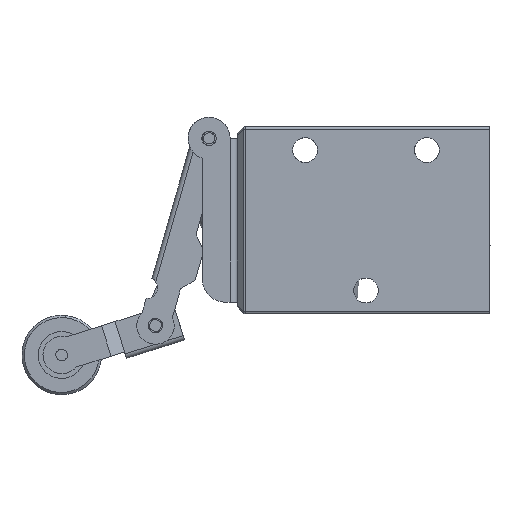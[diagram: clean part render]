
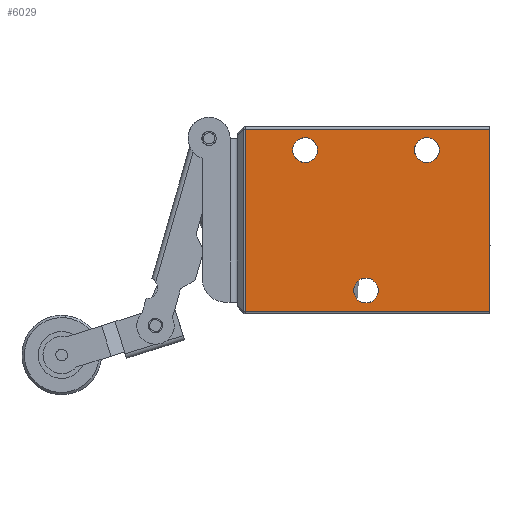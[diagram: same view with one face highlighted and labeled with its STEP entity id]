
A CAD part, left-side view. The second image highlights one B-rep face of the part: STEP entity #6029.
In plain terms, the highlighted planar face has unit normal (-1, 0, 0).
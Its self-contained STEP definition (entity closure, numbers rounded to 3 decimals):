
#29 = AXIS2_PLACEMENT_3D ( 'NONE', #3323, #3322, #3321 ) ;
#30 = AXIS2_PLACEMENT_3D ( 'NONE', #3310, #3309, #3308 ) ;
#31 = AXIS2_PLACEMENT_3D ( 'NONE', #3299, #3298, #3297 ) ;
#54 = AXIS2_PLACEMENT_3D ( 'NONE', #2962, #2961, #2960 ) ;
#55 = AXIS2_PLACEMENT_3D ( 'NONE', #2959, #2958, #2957 ) ;
#56 = AXIS2_PLACEMENT_3D ( 'NONE', #2956, #2955, #2954 ) ;
#757 = FACE_BOUND ( 'NONE', #18782, .T. ) ;
#758 = FACE_BOUND ( 'NONE', #1869, .T. ) ;
#759 = FACE_BOUND ( 'NONE', #18839, .T. ) ;
#760 = FACE_OUTER_BOUND ( 'NONE', #18836, .T. ) ;
#1033 = CIRCLE ( 'NONE', #29, 2.65 ) ;
#1038 = CIRCLE ( 'NONE', #30, 2.65 ) ;
#1043 = CIRCLE ( 'NONE', #31, 2.65 ) ;
#1467 = CARTESIAN_POINT ( 'NONE',  ( -12.5, 25.293, -19.5 ) ) ;
#1498 = CARTESIAN_POINT ( 'NONE',  ( -12.5, 12.5, 12.35 ) ) ;
#1869 = EDGE_LOOP ( 'NONE', ( #12302, #12301 ) ) ;
#2954 = DIRECTION ( 'NONE',  ( 0., 0., -1. ) ) ;
#2955 = DIRECTION ( 'NONE',  ( 1., 0., 0. ) ) ;
#2956 = CARTESIAN_POINT ( 'NONE',  ( -12.5, 12.5, 15. ) ) ;
#2957 = DIRECTION ( 'NONE',  ( 0., 0., -1. ) ) ;
#2958 = DIRECTION ( 'NONE',  ( 1., 0., 0. ) ) ;
#2959 = CARTESIAN_POINT ( 'NONE',  ( -12.5, -13.5, 15. ) ) ;
#2960 = DIRECTION ( 'NONE',  ( 0., 0., -1. ) ) ;
#2961 = DIRECTION ( 'NONE',  ( 1., 0., 0. ) ) ;
#2962 = CARTESIAN_POINT ( 'NONE',  ( -12.5, -0.5, -15. ) ) ;
#2963 = DIRECTION ( 'NONE',  ( 0., 0., -1. ) ) ;
#2964 = CARTESIAN_POINT ( 'NONE',  ( -12.5, -27., 19.5 ) ) ;
#2965 = DIRECTION ( 'NONE',  ( 0., 1., 0. ) ) ;
#2966 = CARTESIAN_POINT ( 'NONE',  ( -12.5, -27.5, 19.5 ) ) ;
#2967 = DIRECTION ( 'NONE',  ( 0., 0., -1. ) ) ;
#2968 = CARTESIAN_POINT ( 'NONE',  ( -12.5, 25.293, -20. ) ) ;
#2970 = DIRECTION ( 'NONE',  ( 0., -1., 0. ) ) ;
#2971 = CARTESIAN_POINT ( 'NONE',  ( -12.5, -27.5, -19.5 ) ) ;
#3297 = DIRECTION ( 'NONE',  ( 0., 0., -1. ) ) ;
#3298 = DIRECTION ( 'NONE',  ( 1., 0., 0. ) ) ;
#3299 = CARTESIAN_POINT ( 'NONE',  ( -12.5, 12.5, 15. ) ) ;
#3308 = DIRECTION ( 'NONE',  ( 0., 0., -1. ) ) ;
#3309 = DIRECTION ( 'NONE',  ( 1., 0., 0. ) ) ;
#3310 = CARTESIAN_POINT ( 'NONE',  ( -12.5, -0.5, -15. ) ) ;
#3321 = DIRECTION ( 'NONE',  ( 0., 0., -1. ) ) ;
#3322 = DIRECTION ( 'NONE',  ( 1., 0., 0. ) ) ;
#3323 = CARTESIAN_POINT ( 'NONE',  ( -12.5, -13.5, 15. ) ) ;
#4263 = DIRECTION ( 'NONE',  ( 0., 0., -1. ) ) ;
#4267 = DIRECTION ( 'NONE',  ( 1., 0., 0. ) ) ;
#4272 = CARTESIAN_POINT ( 'NONE',  ( -12.5, -27.5, 20. ) ) ;
#4276 = PLANE ( 'NONE',  #8534 ) ;
#5381 = CARTESIAN_POINT ( 'NONE',  ( -12.5, -27., 19.5 ) ) ;
#5420 = CARTESIAN_POINT ( 'NONE',  ( -12.5, -13.5, 12.35 ) ) ;
#5467 = CARTESIAN_POINT ( 'NONE',  ( -12.5, -0.5, -17.65 ) ) ;
#5514 = CARTESIAN_POINT ( 'NONE',  ( -12.5, 25.293, 19.5 ) ) ;
#5520 = CARTESIAN_POINT ( 'NONE',  ( -12.5, -13.5, 17.65 ) ) ;
#5521 = CARTESIAN_POINT ( 'NONE',  ( -12.5, -27., -19.5 ) ) ;
#5527 = CARTESIAN_POINT ( 'NONE',  ( -12.5, 12.5, 17.65 ) ) ;
#5537 = CARTESIAN_POINT ( 'NONE',  ( -12.5, -0.5, -12.35 ) ) ;
#6029 = ADVANCED_FACE ( 'NONE', ( #757, #758, #759, #760 ), #4276, .F. ) ;
#6982 = EDGE_CURVE ( 'NONE', #10550, #10450, #1033, .T. ) ;
#6986 = EDGE_CURVE ( 'NONE', #10567, #10497, #1038, .T. ) ;
#6990 = EDGE_CURVE ( 'NONE', #10557, #14737, #1043, .T. ) ;
#7088 = EDGE_CURVE ( 'NONE', #14164, #10551, #16002, .T. ) ;
#7089 = EDGE_CURVE ( 'NONE', #10544, #14164, #16004, .T. ) ;
#7090 = EDGE_CURVE ( 'NONE', #10411, #10544, #16006, .T. ) ;
#7091 = EDGE_CURVE ( 'NONE', #10411, #10551, #16008, .T. ) ;
#7092 = EDGE_CURVE ( 'NONE', #10497, #10567, #16010, .T. ) ;
#7093 = EDGE_CURVE ( 'NONE', #10450, #10550, #16011, .T. ) ;
#7094 = EDGE_CURVE ( 'NONE', #14737, #10557, #16013, .T. ) ;
#8534 = AXIS2_PLACEMENT_3D ( 'NONE', #4272, #4267, #4263 ) ;
#10411 = VERTEX_POINT ( 'NONE', #5381 ) ;
#10450 = VERTEX_POINT ( 'NONE', #5420 ) ;
#10497 = VERTEX_POINT ( 'NONE', #5467 ) ;
#10544 = VERTEX_POINT ( 'NONE', #5514 ) ;
#10550 = VERTEX_POINT ( 'NONE', #5520 ) ;
#10551 = VERTEX_POINT ( 'NONE', #5521 ) ;
#10557 = VERTEX_POINT ( 'NONE', #5527 ) ;
#10567 = VERTEX_POINT ( 'NONE', #5537 ) ;
#11779 = ORIENTED_EDGE ( 'NONE', *, *, #6990, .T. ) ;
#12295 = ORIENTED_EDGE ( 'NONE', *, *, #7088, .T. ) ;
#12296 = ORIENTED_EDGE ( 'NONE', *, *, #7089, .T. ) ;
#12297 = ORIENTED_EDGE ( 'NONE', *, *, #7090, .T. ) ;
#12298 = ORIENTED_EDGE ( 'NONE', *, *, #7091, .F. ) ;
#12299 = ORIENTED_EDGE ( 'NONE', *, *, #7092, .T. ) ;
#12300 = ORIENTED_EDGE ( 'NONE', *, *, #6986, .T. ) ;
#12301 = ORIENTED_EDGE ( 'NONE', *, *, #7093, .T. ) ;
#12302 = ORIENTED_EDGE ( 'NONE', *, *, #6982, .T. ) ;
#12303 = ORIENTED_EDGE ( 'NONE', *, *, #7094, .T. ) ;
#14164 = VERTEX_POINT ( 'NONE', #1467 ) ;
#14737 = VERTEX_POINT ( 'NONE', #1498 ) ;
#16002 = LINE ( 'NONE', #2971, #16003 ) ;
#16003 = VECTOR ( 'NONE', #2970, 1000. ) ;
#16004 = LINE ( 'NONE', #2968, #16005 ) ;
#16005 = VECTOR ( 'NONE', #2967, 1000. ) ;
#16006 = LINE ( 'NONE', #2966, #16007 ) ;
#16007 = VECTOR ( 'NONE', #2965, 1000. ) ;
#16008 = LINE ( 'NONE', #2964, #16009 ) ;
#16009 = VECTOR ( 'NONE', #2963, 1000. ) ;
#16010 = CIRCLE ( 'NONE', #54, 2.65 ) ;
#16011 = CIRCLE ( 'NONE', #55, 2.65 ) ;
#16013 = CIRCLE ( 'NONE', #56, 2.65 ) ;
#18782 = EDGE_LOOP ( 'NONE', ( #11779, #12303 ) ) ;
#18836 = EDGE_LOOP ( 'NONE', ( #12298, #12297, #12296, #12295 ) ) ;
#18839 = EDGE_LOOP ( 'NONE', ( #12300, #12299 ) ) ;
